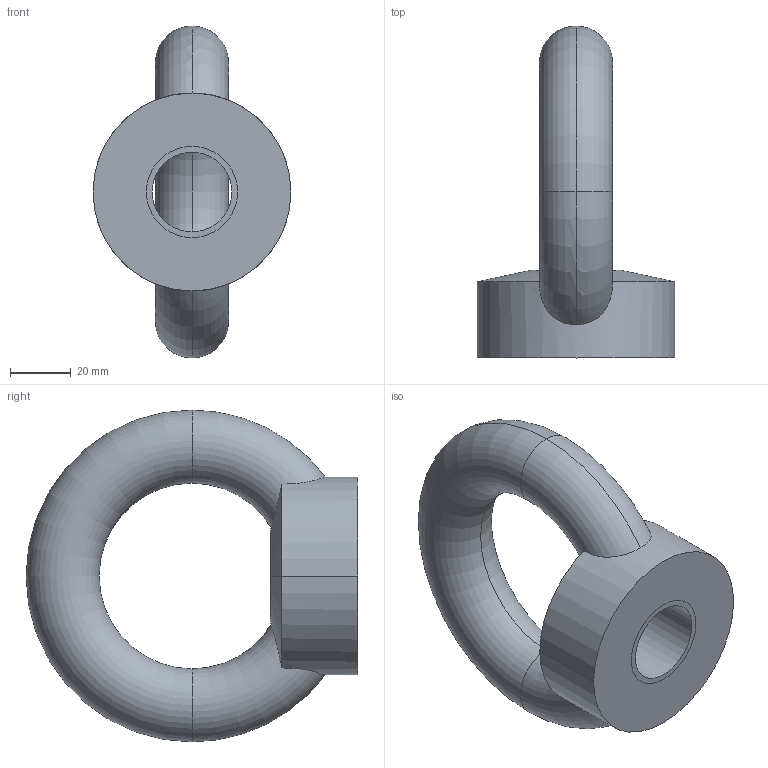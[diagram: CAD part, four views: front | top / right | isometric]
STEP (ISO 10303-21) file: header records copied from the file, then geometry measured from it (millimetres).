
FILE_DESCRIPTION(('STEP AP214'),'1');
FILE_NAME('pn13680147.stp','2017-12-15T13:05:20',('TraceParts'),('TraceParts S.A.'),'Spatial InterOp 3D',' ',' ');
FILE_SCHEMA(('automotive_design'));
Length unit declared in the file: millimetre
Products named in the file (3): pn13680147_1; pn13680147_2; 1
Bounding box: 65 x 109 x 109 mm (x, y, z)
Volume: 167088.4 mm3; surface area: 33155.4 mm2
Topology: 2 solids, 2 shells, 19 faces, 59 edges, 53 vertices
Faces by surface type: cylinder 8, torus 6, plane 3, cone 2
Entity records: 868 total; most frequent: CARTESIAN_POINT 277, DIRECTION 124, ORIENTED_EDGE 92, AXIS2_PLACEMENT_3D 51, EDGE_CURVE 46, CIRCLE 29, VERTEX_POINT 28, EDGE_LOOP 22
